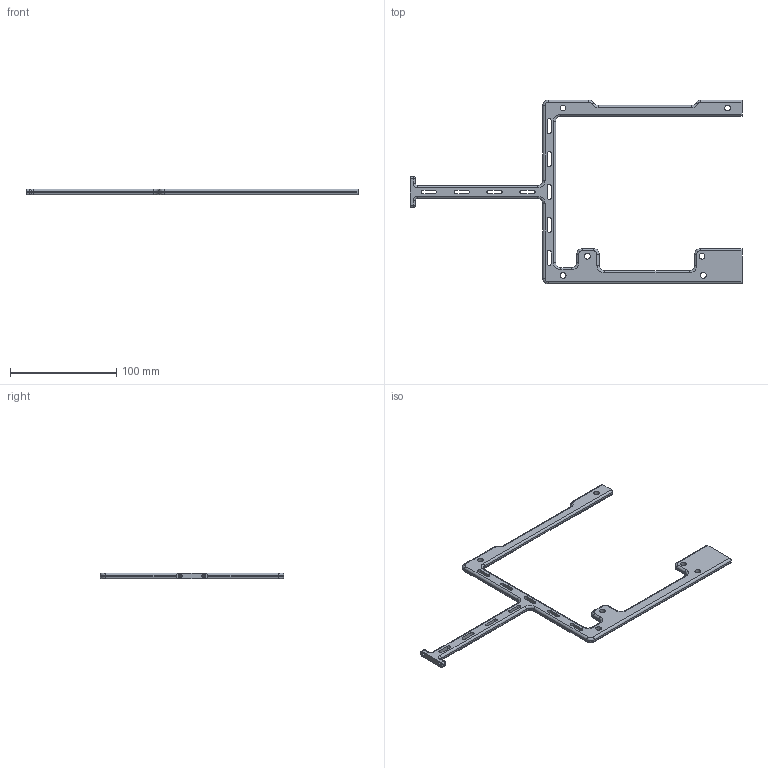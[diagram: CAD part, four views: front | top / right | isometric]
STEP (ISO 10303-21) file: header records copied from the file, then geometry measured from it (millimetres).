
FILE_DESCRIPTION (( 'STEP AP214' ), '1' );
FILE_NAME ('v13 Central Spine.STEP', '2021-07-18T17:12:16', ( '' ), ( '' ), 'SwSTEP 2.0', 'SolidWorks 2021', '' );
FILE_SCHEMA (( 'AUTOMOTIVE_DESIGN' ));
Length unit declared in the file: centimetre
Products named in the file (1): v13 Central Spine
Bounding box: 312.65 x 173.07 x 5.65 mm (x, y, z)
Volume: 46466.8 mm3; surface area: 25807.6 mm2
Topology: 1 solids, 1 shells, 204 faces, 528 edges, 317 vertices
Faces by surface type: cylinder 108, plane 50, torus 36, cone 6, sphere 4
Entity records: 6450 total; most frequent: CARTESIAN_POINT 1194, DIRECTION 1168, ORIENTED_EDGE 1036, EDGE_CURVE 518, AXIS2_PLACEMENT_3D 459, VERTEX_POINT 317, CIRCLE 254, LINE 250
